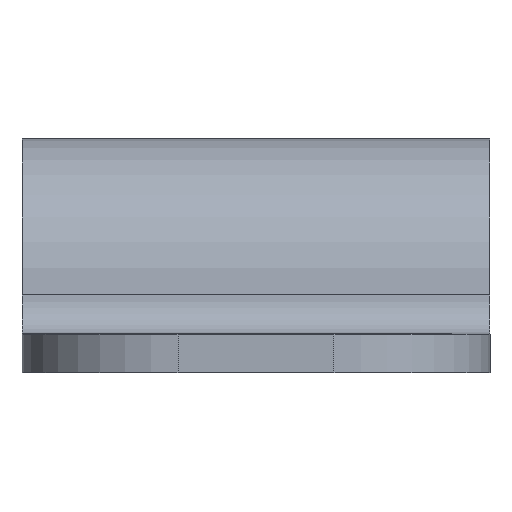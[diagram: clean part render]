
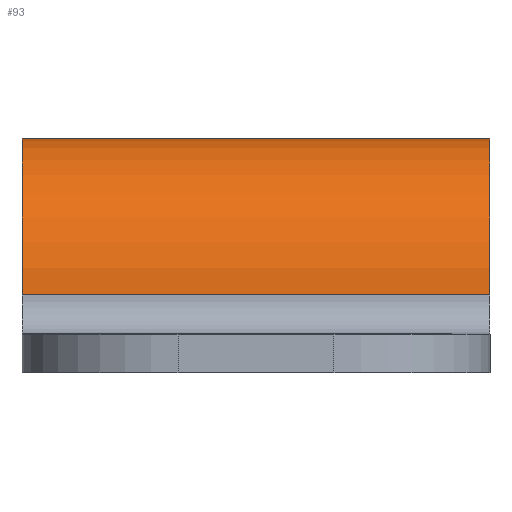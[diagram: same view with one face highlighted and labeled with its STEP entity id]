
A CAD part, left-side view. The second image highlights one B-rep face of the part: STEP entity #93.
In plain terms, the highlighted cylindrical face has radius 2 mm (diameter 4 mm), a partial arc.
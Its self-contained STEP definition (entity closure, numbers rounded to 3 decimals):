
#93 = ADVANCED_FACE( '', ( #138 ), #139, .T. );
#138 = FACE_OUTER_BOUND( '', #184, .T. );
#139 = CYLINDRICAL_SURFACE( '', #185, 2. );
#184 = EDGE_LOOP( '', ( #338, #339, #340, #341 ) );
#185 = AXIS2_PLACEMENT_3D( '', #342, #343, #344 );
#338 = ORIENTED_EDGE( '', *, *, #382, .T. );
#339 = ORIENTED_EDGE( '', *, *, #402, .F. );
#340 = ORIENTED_EDGE( '', *, *, #362, .F. );
#341 = ORIENTED_EDGE( '', *, *, #389, .T. );
#342 = CARTESIAN_POINT( '', ( 0., 3., 1. ) );
#343 = DIRECTION( '', ( 0., 1., 0. ) );
#344 = DIRECTION( '', ( 0., 0., -1. ) );
#362 = EDGE_CURVE( '', #423, #425, #426, .F. );
#382 = EDGE_CURVE( '', #460, #458, #461, .F. );
#389 = EDGE_CURVE( '', #423, #460, #471, .T. );
#402 = EDGE_CURVE( '', #425, #458, #490, .T. );
#423 = VERTEX_POINT( '', #517 );
#425 = VERTEX_POINT( '', #519 );
#426 = CIRCLE( '', #520, 2. );
#458 = VERTEX_POINT( '', #563 );
#460 = VERTEX_POINT( '', #565 );
#461 = CIRCLE( '', #566, 2. );
#471 = LINE( '', #578, #579 );
#490 = LINE( '', #604, #605 );
#517 = CARTESIAN_POINT( '', ( -2., 3., 1. ) );
#519 = CARTESIAN_POINT( '', ( 2., 3., 1. ) );
#520 = AXIS2_PLACEMENT_3D( '', #626, #627, #628 );
#563 = CARTESIAN_POINT( '', ( 2., -3., 1. ) );
#565 = CARTESIAN_POINT( '', ( -2., -3., 1. ) );
#566 = AXIS2_PLACEMENT_3D( '', #664, #665, #666 );
#578 = CARTESIAN_POINT( '', ( -2., 3., 1. ) );
#579 = VECTOR( '', #681, 1000. );
#604 = CARTESIAN_POINT( '', ( 2., 3., 1. ) );
#605 = VECTOR( '', #706, 1000. );
#626 = CARTESIAN_POINT( '', ( 0., 3., 1. ) );
#627 = DIRECTION( '', ( 0., -1., 0. ) );
#628 = DIRECTION( '', ( 0., 0., -1. ) );
#664 = CARTESIAN_POINT( '', ( 0., -3., 1. ) );
#665 = DIRECTION( '', ( 0., -1., 0. ) );
#666 = DIRECTION( '', ( 0., 0., -1. ) );
#681 = DIRECTION( '', ( 0., -1., 0. ) );
#706 = DIRECTION( '', ( 0., -1., 0. ) );
